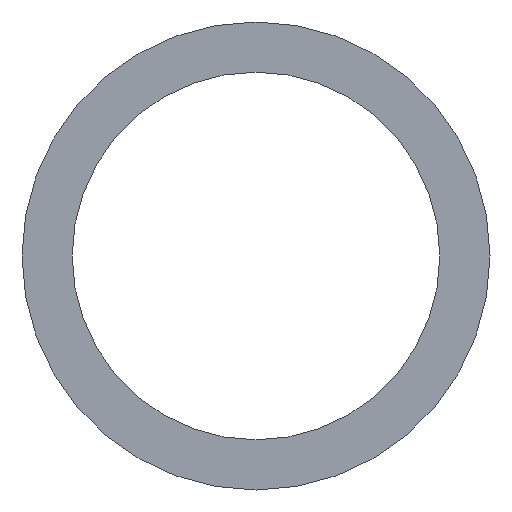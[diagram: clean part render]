
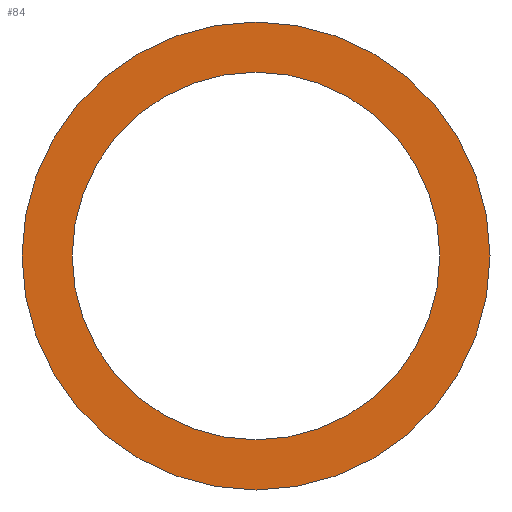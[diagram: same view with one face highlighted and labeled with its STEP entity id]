
A CAD part, front view. The second image highlights one B-rep face of the part: STEP entity #84.
In plain terms, the highlighted planar face has unit normal (0, -1, 0).
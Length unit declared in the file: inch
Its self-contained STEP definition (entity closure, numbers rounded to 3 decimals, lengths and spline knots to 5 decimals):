
#7 = DIRECTION ( 'NONE',  ( 0., 1., 0. ) ) ;
#10 = ORIENTED_EDGE ( 'NONE', *, *, #123, .F. ) ;
#22 = CIRCLE ( 'NONE', #110, 0.4125 ) ;
#24 = CIRCLE ( 'NONE', #154, 0.525 ) ;
#33 = DIRECTION ( 'NONE',  ( 0., 0., 1. ) ) ;
#40 = EDGE_LOOP ( 'NONE', ( #47, #10 ) ) ;
#41 = FACE_BOUND ( 'NONE', #55, .T. ) ;
#47 = ORIENTED_EDGE ( 'NONE', *, *, #60, .F. ) ;
#49 = ORIENTED_EDGE ( 'NONE', *, *, #173, .T. ) ;
#52 = CARTESIAN_POINT ( 'NONE',  ( 0., 0., -0.525 ) ) ;
#54 = CARTESIAN_POINT ( 'NONE',  ( 0., 0., 0. ) ) ;
#55 = EDGE_LOOP ( 'NONE', ( #49, #222 ) ) ;
#60 = EDGE_CURVE ( 'NONE', #217, #75, #24, .T. ) ;
#70 = DIRECTION ( 'NONE',  ( 0., 0., 1. ) ) ;
#74 = CARTESIAN_POINT ( 'NONE',  ( 0., 0., -0.4125 ) ) ;
#75 = VERTEX_POINT ( 'NONE', #132 ) ;
#77 = EDGE_CURVE ( 'NONE', #146, #138, #22, .T. ) ;
#83 = FACE_OUTER_BOUND ( 'NONE', #40, .T. ) ;
#84 = ADVANCED_FACE ( 'NONE', ( #83, #41 ), #214, .F. ) ;
#103 = DIRECTION ( 'NONE',  ( 0., 0., 1. ) ) ;
#110 = AXIS2_PLACEMENT_3D ( 'NONE', #140, #187, #33 ) ;
#116 = CARTESIAN_POINT ( 'NONE',  ( 0., 0., 0.4125 ) ) ;
#121 = DIRECTION ( 'NONE',  ( 0., 1., 0. ) ) ;
#123 = EDGE_CURVE ( 'NONE', #75, #217, #202, .T. ) ;
#127 = CARTESIAN_POINT ( 'NONE',  ( 0., 0., 0. ) ) ;
#128 = DIRECTION ( 'NONE',  ( 0., 0., 1. ) ) ;
#132 = CARTESIAN_POINT ( 'NONE',  ( 0., 0., 0.525 ) ) ;
#138 = VERTEX_POINT ( 'NONE', #74 ) ;
#140 = CARTESIAN_POINT ( 'NONE',  ( 0., 0., 0. ) ) ;
#146 = VERTEX_POINT ( 'NONE', #116 ) ;
#154 = AXIS2_PLACEMENT_3D ( 'NONE', #54, #7, #70 ) ;
#160 = DIRECTION ( 'NONE',  ( 0., 0., 1. ) ) ;
#172 = CARTESIAN_POINT ( 'NONE',  ( 0., 0., 0. ) ) ;
#173 = EDGE_CURVE ( 'NONE', #138, #146, #201, .T. ) ;
#178 = AXIS2_PLACEMENT_3D ( 'NONE', #127, #197, #160 ) ;
#182 = AXIS2_PLACEMENT_3D ( 'NONE', #196, #121, #128 ) ;
#184 = DIRECTION ( 'NONE',  ( 0., 1., 0. ) ) ;
#187 = DIRECTION ( 'NONE',  ( 0., 1., 0. ) ) ;
#196 = CARTESIAN_POINT ( 'NONE',  ( 0., 0., 0. ) ) ;
#197 = DIRECTION ( 'NONE',  ( 0., 1., 0. ) ) ;
#201 = CIRCLE ( 'NONE', #182, 0.4125 ) ;
#202 = CIRCLE ( 'NONE', #178, 0.525 ) ;
#212 = AXIS2_PLACEMENT_3D ( 'NONE', #172, #184, #103 ) ;
#214 = PLANE ( 'NONE',  #212 ) ;
#217 = VERTEX_POINT ( 'NONE', #52 ) ;
#222 = ORIENTED_EDGE ( 'NONE', *, *, #77, .T. ) ;
